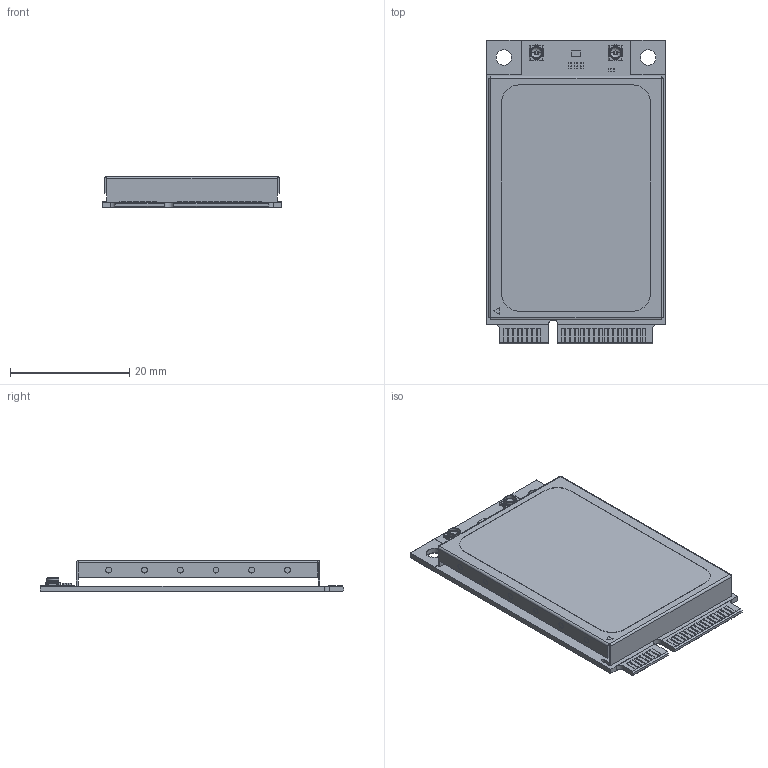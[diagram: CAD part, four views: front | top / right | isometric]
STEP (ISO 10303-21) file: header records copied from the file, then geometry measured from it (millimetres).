
FILE_DESCRIPTION (( 'STEP AP214' ), '1' );
FILE_NAME ('M138 Modem.STEP', '2022-04-29T21:15:49', ( '' ), ( '' ), 'SwSTEP 2.0', 'SolidWorks 2017', '' );
FILE_SCHEMA (( 'AUTOMOTIVE_DESIGN' ));
Length unit declared in the file: millimetre
Products named in the file (1): M138 Modem
Bounding box: 30 x 50.95 x 5.3 mm (x, y, z)
Volume: 1893.5 mm3; surface area: 9297.7 mm2
Topology: 80 solids, 80 shells, 1053 faces, 2466 edges, 1512 vertices
Faces by surface type: plane 737, cylinder 234, sphere 64, cone 14, torus 4
Entity records: 33535 total; most frequent: CARTESIAN_POINT 5092, DIRECTION 5006, ORIENTED_EDGE 4804, EDGE_CURVE 2402, VECTOR 1886, LINE 1886, AXIS2_PLACEMENT_3D 1560, VERTEX_POINT 1512
